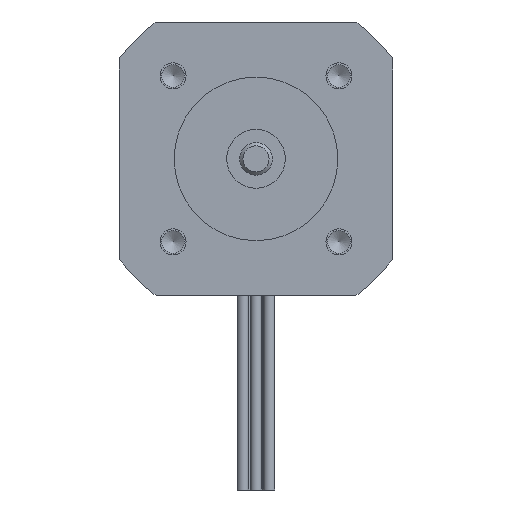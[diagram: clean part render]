
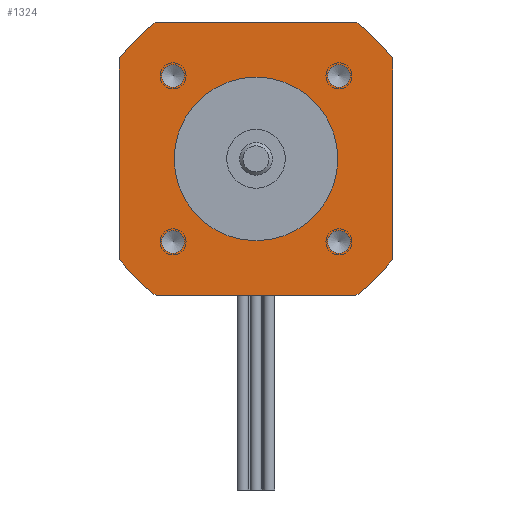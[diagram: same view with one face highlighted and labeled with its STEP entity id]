
A CAD part, front view. The second image highlights one B-rep face of the part: STEP entity #1324.
In plain terms, the highlighted planar face has unit normal (0, -1, 0).
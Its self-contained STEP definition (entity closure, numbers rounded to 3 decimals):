
#67=FACE_BOUND('',#162,.T.);
#68=FACE_BOUND('',#163,.T.);
#69=FACE_BOUND('',#164,.T.);
#70=FACE_BOUND('',#165,.T.);
#71=FACE_BOUND('',#166,.T.);
#87=FACE_OUTER_BOUND('',#161,.T.);
#161=EDGE_LOOP('',(#896,#897,#898,#899,#900,#901,#902,#903));
#162=EDGE_LOOP('',(#904,#905));
#163=EDGE_LOOP('',(#906,#907));
#164=EDGE_LOOP('',(#908,#909));
#165=EDGE_LOOP('',(#910,#911));
#166=EDGE_LOOP('',(#912,#913));
#255=LINE('',#2083,#339);
#256=LINE('',#2087,#340);
#257=LINE('',#2091,#341);
#258=LINE('',#2094,#342);
#339=VECTOR('',#1611,30.66);
#340=VECTOR('',#1614,30.66);
#341=VECTOR('',#1617,30.66);
#342=VECTOR('',#1620,30.66);
#423=CIRCLE('',#1413,26.);
#424=CIRCLE('',#1414,26.);
#425=CIRCLE('',#1415,26.);
#426=CIRCLE('',#1416,26.);
#427=CIRCLE('',#1417,12.55);
#428=CIRCLE('',#1418,12.55);
#429=CIRCLE('',#1419,1.75);
#430=CIRCLE('',#1420,1.75);
#431=CIRCLE('',#1421,1.75);
#432=CIRCLE('',#1422,1.75);
#433=CIRCLE('',#1423,1.75);
#434=CIRCLE('',#1424,1.75);
#435=CIRCLE('',#1425,1.75);
#436=CIRCLE('',#1426,1.75);
#542=VERTEX_POINT('',#2079);
#543=VERTEX_POINT('',#2080);
#544=VERTEX_POINT('',#2082);
#545=VERTEX_POINT('',#2084);
#546=VERTEX_POINT('',#2086);
#547=VERTEX_POINT('',#2088);
#548=VERTEX_POINT('',#2090);
#549=VERTEX_POINT('',#2092);
#550=VERTEX_POINT('',#2095);
#551=VERTEX_POINT('',#2096);
#552=VERTEX_POINT('',#2099);
#553=VERTEX_POINT('',#2100);
#554=VERTEX_POINT('',#2103);
#555=VERTEX_POINT('',#2104);
#556=VERTEX_POINT('',#2107);
#557=VERTEX_POINT('',#2108);
#558=VERTEX_POINT('',#2111);
#559=VERTEX_POINT('',#2112);
#693=EDGE_CURVE('',#542,#543,#423,.T.);
#694=EDGE_CURVE('',#544,#542,#255,.T.);
#695=EDGE_CURVE('',#545,#544,#424,.T.);
#696=EDGE_CURVE('',#546,#545,#256,.T.);
#697=EDGE_CURVE('',#547,#546,#425,.T.);
#698=EDGE_CURVE('',#548,#547,#257,.T.);
#699=EDGE_CURVE('',#549,#548,#426,.T.);
#700=EDGE_CURVE('',#543,#549,#258,.T.);
#701=EDGE_CURVE('',#550,#551,#427,.T.);
#702=EDGE_CURVE('',#551,#550,#428,.T.);
#703=EDGE_CURVE('',#552,#553,#429,.T.);
#704=EDGE_CURVE('',#553,#552,#430,.T.);
#705=EDGE_CURVE('',#554,#555,#431,.T.);
#706=EDGE_CURVE('',#555,#554,#432,.T.);
#707=EDGE_CURVE('',#556,#557,#433,.T.);
#708=EDGE_CURVE('',#557,#556,#434,.T.);
#709=EDGE_CURVE('',#558,#559,#435,.T.);
#710=EDGE_CURVE('',#559,#558,#436,.T.);
#896=ORIENTED_EDGE('',*,*,#693,.F.);
#897=ORIENTED_EDGE('',*,*,#694,.F.);
#898=ORIENTED_EDGE('',*,*,#695,.F.);
#899=ORIENTED_EDGE('',*,*,#696,.F.);
#900=ORIENTED_EDGE('',*,*,#697,.F.);
#901=ORIENTED_EDGE('',*,*,#698,.F.);
#902=ORIENTED_EDGE('',*,*,#699,.F.);
#903=ORIENTED_EDGE('',*,*,#700,.F.);
#904=ORIENTED_EDGE('',*,*,#701,.F.);
#905=ORIENTED_EDGE('',*,*,#702,.F.);
#906=ORIENTED_EDGE('',*,*,#703,.F.);
#907=ORIENTED_EDGE('',*,*,#704,.F.);
#908=ORIENTED_EDGE('',*,*,#705,.F.);
#909=ORIENTED_EDGE('',*,*,#706,.F.);
#910=ORIENTED_EDGE('',*,*,#707,.F.);
#911=ORIENTED_EDGE('',*,*,#708,.F.);
#912=ORIENTED_EDGE('',*,*,#709,.F.);
#913=ORIENTED_EDGE('',*,*,#710,.F.);
#1290=PLANE('',#1412);
#1324=ADVANCED_FACE('',(#87,#67,#68,#69,#70,#71),#1290,.F.);
#1412=AXIS2_PLACEMENT_3D('',#2078,#1607,#1608);
#1413=AXIS2_PLACEMENT_3D('',#2081,#1609,#1610);
#1414=AXIS2_PLACEMENT_3D('',#2085,#1612,#1613);
#1415=AXIS2_PLACEMENT_3D('',#2089,#1615,#1616);
#1416=AXIS2_PLACEMENT_3D('',#2093,#1618,#1619);
#1417=AXIS2_PLACEMENT_3D('',#2097,#1621,#1622);
#1418=AXIS2_PLACEMENT_3D('',#2098,#1623,#1624);
#1419=AXIS2_PLACEMENT_3D('',#2101,#1625,#1626);
#1420=AXIS2_PLACEMENT_3D('',#2102,#1627,#1628);
#1421=AXIS2_PLACEMENT_3D('',#2105,#1629,#1630);
#1422=AXIS2_PLACEMENT_3D('',#2106,#1631,#1632);
#1423=AXIS2_PLACEMENT_3D('',#2109,#1633,#1634);
#1424=AXIS2_PLACEMENT_3D('',#2110,#1635,#1636);
#1425=AXIS2_PLACEMENT_3D('',#2113,#1637,#1638);
#1426=AXIS2_PLACEMENT_3D('',#2114,#1639,#1640);
#1607=DIRECTION('center_axis',(0.,1.,0.));
#1608=DIRECTION('ref_axis',(-1.,0.,0.));
#1609=DIRECTION('center_axis',(0.,1.,0.));
#1610=DIRECTION('ref_axis',(0.59,0.,0.808));
#1611=DIRECTION('',(1.,0.,0.));
#1612=DIRECTION('center_axis',(0.,1.,0.));
#1613=DIRECTION('ref_axis',(-0.808,0.,0.59));
#1614=DIRECTION('',(0.,0.,1.));
#1615=DIRECTION('center_axis',(0.,1.,0.));
#1616=DIRECTION('ref_axis',(-0.59,0.,-0.808));
#1617=DIRECTION('',(-1.,0.,0.));
#1618=DIRECTION('center_axis',(0.,1.,0.));
#1619=DIRECTION('ref_axis',(0.808,0.,-0.59));
#1620=DIRECTION('',(0.,0.,-1.));
#1621=DIRECTION('center_axis',(0.,-1.,0.));
#1622=DIRECTION('ref_axis',(1.,0.,0.));
#1623=DIRECTION('center_axis',(0.,-1.,0.));
#1624=DIRECTION('ref_axis',(1.,0.,0.));
#1625=DIRECTION('center_axis',(0.,-1.,0.));
#1626=DIRECTION('ref_axis',(-1.,0.,0.));
#1627=DIRECTION('center_axis',(0.,-1.,0.));
#1628=DIRECTION('ref_axis',(-1.,0.,0.));
#1629=DIRECTION('center_axis',(0.,-1.,0.));
#1630=DIRECTION('ref_axis',(0.,0.,-1.));
#1631=DIRECTION('center_axis',(0.,-1.,0.));
#1632=DIRECTION('ref_axis',(0.,0.,-1.));
#1633=DIRECTION('center_axis',(0.,-1.,0.));
#1634=DIRECTION('ref_axis',(1.,0.,0.));
#1635=DIRECTION('center_axis',(0.,-1.,0.));
#1636=DIRECTION('ref_axis',(1.,0.,0.));
#1637=DIRECTION('center_axis',(0.,-1.,0.));
#1638=DIRECTION('ref_axis',(0.,0.,1.));
#1639=DIRECTION('center_axis',(0.,-1.,0.));
#1640=DIRECTION('ref_axis',(0.,0.,1.));
#2078=CARTESIAN_POINT('Origin',(0.,0.,0.));
#2079=CARTESIAN_POINT('',(15.33,0.,21.));
#2080=CARTESIAN_POINT('',(21.,0.,15.33));
#2081=CARTESIAN_POINT('Origin',(0.,0.,0.));
#2082=CARTESIAN_POINT('',(-15.33,0.,21.));
#2083=CARTESIAN_POINT('',(-15.33,0.,21.));
#2084=CARTESIAN_POINT('',(-21.,0.,15.33));
#2085=CARTESIAN_POINT('Origin',(0.,0.,0.));
#2086=CARTESIAN_POINT('',(-21.,0.,-15.33));
#2087=CARTESIAN_POINT('',(-21.,0.,-15.33));
#2088=CARTESIAN_POINT('',(-15.33,0.,-21.));
#2089=CARTESIAN_POINT('Origin',(0.,0.,0.));
#2090=CARTESIAN_POINT('',(15.33,0.,-21.));
#2091=CARTESIAN_POINT('',(15.33,0.,-21.));
#2092=CARTESIAN_POINT('',(21.,0.,-15.33));
#2093=CARTESIAN_POINT('Origin',(0.,0.,0.));
#2094=CARTESIAN_POINT('',(21.,0.,15.33));
#2095=CARTESIAN_POINT('',(12.55,0.,0.));
#2096=CARTESIAN_POINT('',(-12.55,0.,0.));
#2097=CARTESIAN_POINT('Origin',(0.,0.,0.));
#2098=CARTESIAN_POINT('Origin',(0.,0.,0.));
#2099=CARTESIAN_POINT('',(10.978,0.,12.728));
#2100=CARTESIAN_POINT('',(14.478,0.,12.728));
#2101=CARTESIAN_POINT('Origin',(12.728,0.,12.728));
#2102=CARTESIAN_POINT('Origin',(12.728,0.,12.728));
#2103=CARTESIAN_POINT('',(-12.728,0.,10.978));
#2104=CARTESIAN_POINT('',(-12.728,0.,14.478));
#2105=CARTESIAN_POINT('Origin',(-12.728,0.,12.728));
#2106=CARTESIAN_POINT('Origin',(-12.728,0.,12.728));
#2107=CARTESIAN_POINT('',(-10.978,0.,-12.728));
#2108=CARTESIAN_POINT('',(-14.478,0.,-12.728));
#2109=CARTESIAN_POINT('Origin',(-12.728,0.,-12.728));
#2110=CARTESIAN_POINT('Origin',(-12.728,0.,-12.728));
#2111=CARTESIAN_POINT('',(12.728,0.,-10.978));
#2112=CARTESIAN_POINT('',(12.728,0.,-14.478));
#2113=CARTESIAN_POINT('Origin',(12.728,0.,-12.728));
#2114=CARTESIAN_POINT('Origin',(12.728,0.,-12.728));
